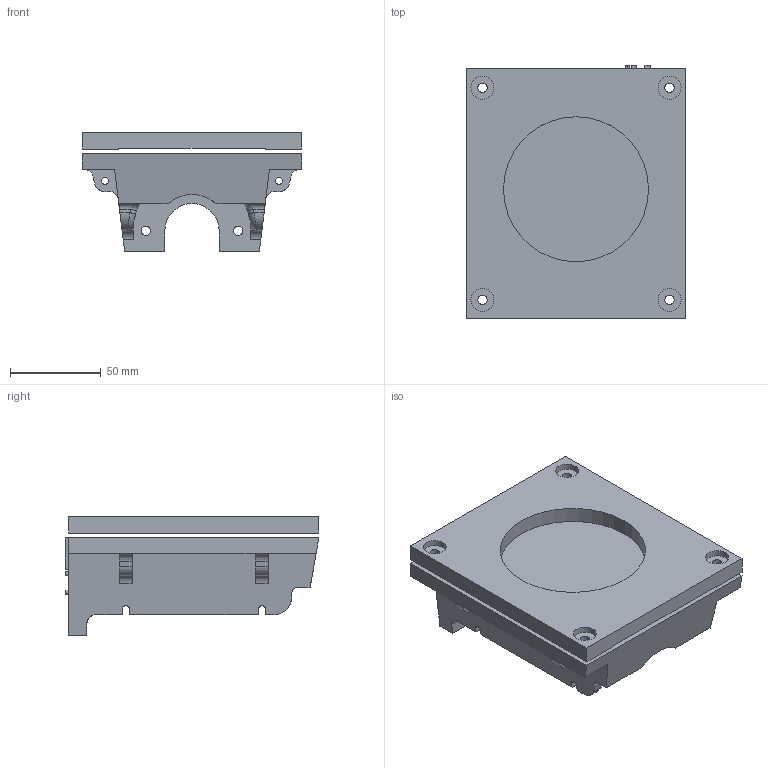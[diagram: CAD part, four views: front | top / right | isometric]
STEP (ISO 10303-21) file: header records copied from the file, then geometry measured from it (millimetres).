
FILE_DESCRIPTION (( 'STEP AP203' ), '1' );
FILE_NAME ('MotorHolderVer3.STEP', '2021-01-12T02:05:20', ( '' ), ( '' ), 'SwSTEP 2.0', 'SolidWorks 2020', '' );
FILE_SCHEMA (( 'CONFIG_CONTROL_DESIGN' ));
Length unit declared in the file: millimetre
Products named in the file (1): MotorHolderVer3
Bounding box: 120.97 x 140.03 x 65.89 mm (x, y, z)
Volume: 418693.9 mm3; surface area: 90673.4 mm2
Topology: 2 solids, 2 shells, 187 faces, 505 edges, 332 vertices
Faces by surface type: plane 97, cylinder 76, torus 10, bspline 4
Entity records: 6584 total; most frequent: CARTESIAN_POINT 1669, ORIENTED_EDGE 1010, DIRECTION 1005, EDGE_CURVE 505, AXIS2_PLACEMENT_3D 346, VERTEX_POINT 332, LINE 313, VECTOR 313
